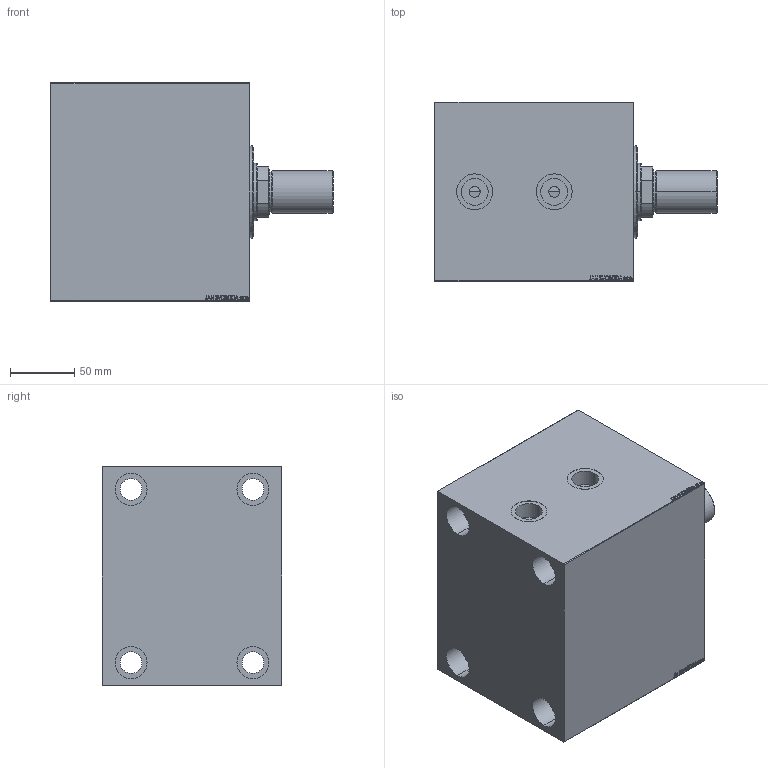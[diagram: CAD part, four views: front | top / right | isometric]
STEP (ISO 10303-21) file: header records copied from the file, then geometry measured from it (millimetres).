
FILE_DESCRIPTION (( 'STEP AP203' ), '1' );
FILE_NAME ('9f9d.STEP', '2022-04-17T15:19:04', ( '' ), ( '' ), 'SwSTEP 2.0', 'SolidWorks 2019', '' );
FILE_SCHEMA (( 'CONFIG_CONTROL_DESIGN' ));
Length unit declared in the file: millimetre
Products named in the file (5): 9f9d; V450CP_VC_B 31a7c0747e2f30a73cfb41d92efe01f3; V450CP_B_VCP 31a7c0747e2f30a73cfb41d92efe01f3; V450CM_MALE_METRIC 31a7c0747e2f30a73cfb41d92efe01f3; V450CP_C 31a7c0747e2f30a73cfb41d92efe01f3
Assembly tree (4 placements, depth 2):
  9f9d
    V450CP_C 31a7c0747e2f30a73cfb41d92efe01f3
    V450CM_MALE_METRIC 31a7c0747e2f30a73cfb41d92efe01f3
    V450CP_B_VCP 31a7c0747e2f30a73cfb41d92efe01f3
    V450CP_VC_B 31a7c0747e2f30a73cfb41d92efe01f3
Bounding box: 220 x 140 x 170 mm (x, y, z)
Volume: 3351132 mm3; surface area: 321780.1 mm2
Topology: 4 solids, 4 shells, 902 faces, 2288 edges, 1513 vertices
Faces by surface type: plane 418, bspline 380, cylinder 80, cone 22, torus 2
Entity records: 45187 total; most frequent: CARTESIAN_POINT 25340, ORIENTED_EDGE 4572, DIRECTION 2754, EDGE_CURVE 2286, VERTEX_POINT 1513, LINE 1332, VECTOR 1332, EDGE_LOOP 1037
